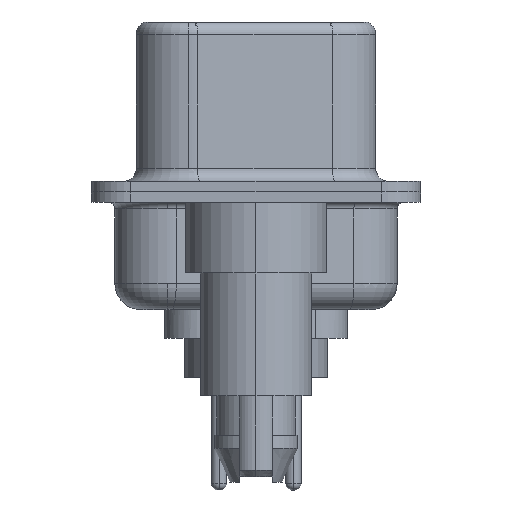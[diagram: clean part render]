
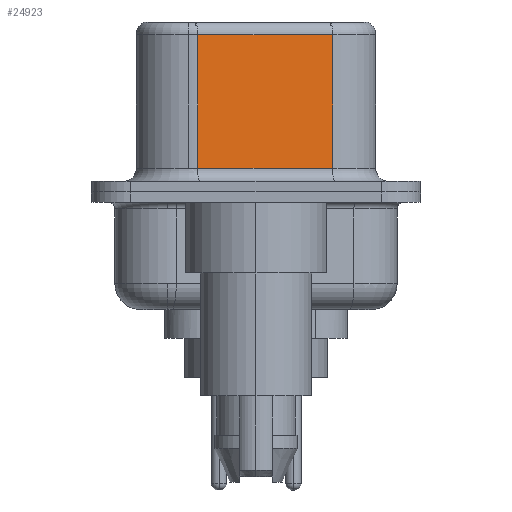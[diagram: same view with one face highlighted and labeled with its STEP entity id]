
A CAD part, left-side view. The second image highlights one B-rep face of the part: STEP entity #24923.
In plain terms, the highlighted planar face has unit normal (-0.985, -0.174, 0).
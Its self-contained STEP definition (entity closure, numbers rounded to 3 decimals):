
#19 = DIRECTION ( 'NONE',  ( 0.985, 0.174, 0. ) ) ;
#1924 = DIRECTION ( 'NONE',  ( 0., 0., -1. ) ) ;
#2435 = EDGE_LOOP ( 'NONE', ( #5686, #2493, #26916, #12394 ) ) ;
#2493 = ORIENTED_EDGE ( 'NONE', *, *, #22551, .T. ) ;
#5686 = ORIENTED_EDGE ( 'NONE', *, *, #10288, .F. ) ;
#5833 = LINE ( 'NONE', #23739, #22552 ) ;
#6702 = DIRECTION ( 'NONE',  ( -0.174, 0.985, 0. ) ) ;
#7036 = DIRECTION ( 'NONE',  ( 0., 0., -1. ) ) ;
#7863 = VECTOR ( 'NONE', #6702, 1000. ) ;
#10188 = VERTEX_POINT ( 'NONE', #10651 ) ;
#10288 = EDGE_CURVE ( 'NONE', #18135, #10188, #23400, .T. ) ;
#10651 = CARTESIAN_POINT ( 'NONE',  ( 4.58, -2.927, 0.9 ) ) ;
#11411 = CARTESIAN_POINT ( 'NONE',  ( 3.67, 2.233, 0.9 ) ) ;
#12068 = LINE ( 'NONE', #22234, #12749 ) ;
#12394 = ORIENTED_EDGE ( 'NONE', *, *, #26746, .T. ) ;
#12583 = VERTEX_POINT ( 'NONE', #11411 ) ;
#12749 = VECTOR ( 'NONE', #7036, 1000. ) ;
#13269 = EDGE_CURVE ( 'NONE', #13831, #12583, #12068, .T. ) ;
#13831 = VERTEX_POINT ( 'NONE', #26205 ) ;
#14355 = LINE ( 'NONE', #26018, #7863 ) ;
#14831 = CARTESIAN_POINT ( 'NONE',  ( 4.58, -2.927, 6.02 ) ) ;
#15487 = DIRECTION ( 'NONE',  ( -0.174, 0.985, 0. ) ) ;
#17355 = CARTESIAN_POINT ( 'NONE',  ( 4.58, -2.927, 6.52 ) ) ;
#18135 = VERTEX_POINT ( 'NONE', #14831 ) ;
#19632 = FACE_OUTER_BOUND ( 'NONE', #2435, .T. ) ;
#19752 = CARTESIAN_POINT ( 'NONE',  ( 4.58, -2.927, 6.52 ) ) ;
#21915 = PLANE ( 'NONE',  #23455 ) ;
#22234 = CARTESIAN_POINT ( 'NONE',  ( 3.67, 2.233, 6.52 ) ) ;
#22551 = EDGE_CURVE ( 'NONE', #18135, #13831, #14355, .T. ) ;
#22552 = VECTOR ( 'NONE', #25823, 1000. ) ;
#22683 = VECTOR ( 'NONE', #1924, 1000. ) ;
#23400 = LINE ( 'NONE', #17355, #22683 ) ;
#23455 = AXIS2_PLACEMENT_3D ( 'NONE', #19752, #19, #15487 ) ;
#23739 = CARTESIAN_POINT ( 'NONE',  ( 4.58, -2.927, 0.9 ) ) ;
#24923 = ADVANCED_FACE ( 'NONE', ( #19632 ), #21915, .F. ) ;
#25823 = DIRECTION ( 'NONE',  ( 0.174, -0.985, 0. ) ) ;
#26018 = CARTESIAN_POINT ( 'NONE',  ( 4.58, -2.927, 6.02 ) ) ;
#26205 = CARTESIAN_POINT ( 'NONE',  ( 3.67, 2.233, 6.02 ) ) ;
#26746 = EDGE_CURVE ( 'NONE', #12583, #10188, #5833, .T. ) ;
#26916 = ORIENTED_EDGE ( 'NONE', *, *, #13269, .T. ) ;
